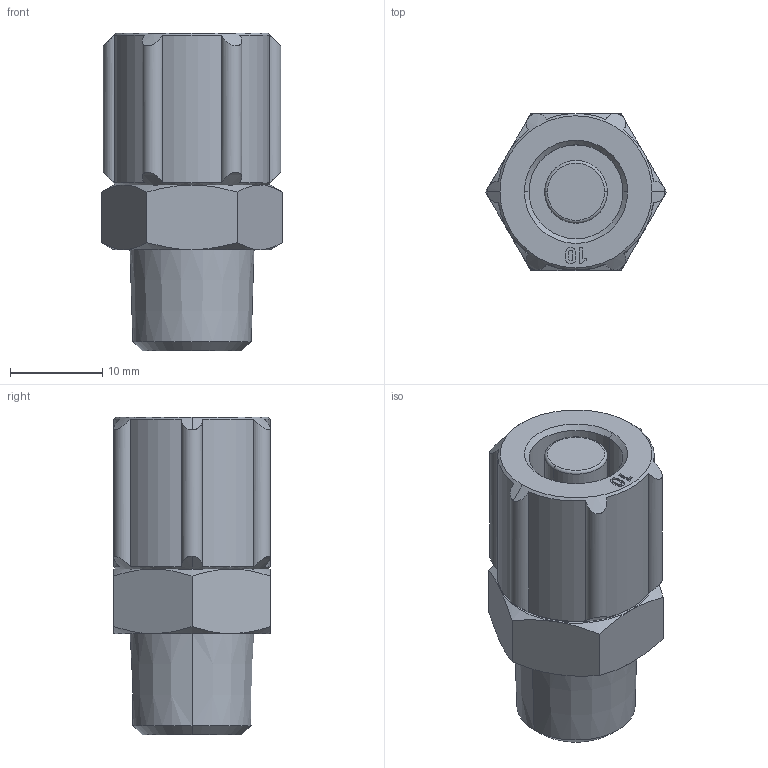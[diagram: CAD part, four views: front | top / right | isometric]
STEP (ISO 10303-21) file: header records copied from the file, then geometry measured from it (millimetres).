
FILE_DESCRIPTION((''),'2;1');
FILE_NAME('TC1002-mdt.stp','2017-07-21T10:13:59',(''),(''),'Mechanical Desktop 2009','Mechanical Desktop 2009',', , ');
FILE_SCHEMA(('CONFIG_CONTROL_DESIGN'));
Length unit declared in the file: millimetre
Products named in the file (3): TC1002-MDTA; TC1002-MDT; NUT-10
Assembly tree (2 placements, depth 2):
  TC1002-MDTA
    TC1002-MDT
    NUT-10
Bounding box: 19.63 x 17 x 34.5 mm (x, y, z)
Volume: 6749.7 mm3; surface area: 2790.7 mm2
Topology: 1 solids, 1 shells, 292 faces, 816 edges, 540 vertices
Faces by surface type: plane 252, cone 22, cylinder 16, torus 2
Entity records: 9585 total; most frequent: CARTESIAN_POINT 2003, ORIENTED_EDGE 1632, DIRECTION 1416, EDGE_CURVE 816, VECTOR 726, LINE 726, VERTEX_POINT 540, AXIS2_PLACEMENT_3D 345
